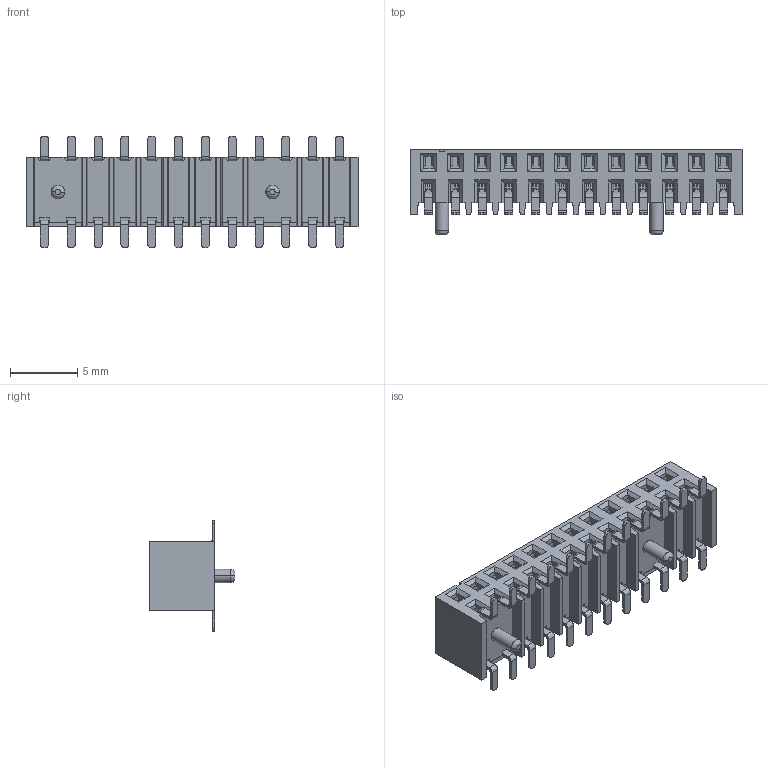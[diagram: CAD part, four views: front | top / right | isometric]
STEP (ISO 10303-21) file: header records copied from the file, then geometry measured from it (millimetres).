
FILE_DESCRIPTION( ('This file contains a STEP AP42 implementation' ,'as created by ZW3D STEP Interface translator.') ,'2;1' );
FILE_NAME( '2249-2XXMXXCUNX2.stp' ,'23 418. 91310', (''), ('ZWCAD Software Co.'), 'Version 1.0', 'ZW3D to STEP translator', '' );
FILE_SCHEMA(('AUTOMOTIVE_DESIGN { 1 0 10303 214 1 1 1 1 }'));
Length unit declared in the file: millimetre
Products named in the file (2): 0; 2249-220MXXCUNX2001
Bounding box: 24.75 x 6.4 x 8.3 mm (x, y, z)
Surface area: 1775.3 mm2 (no closed solid volume)
Topology: 0 solids, 1 shells, 2424 faces, 7486 edges, 4958 vertices
Faces by surface type: plane 1476, cylinder 660, bspline 288
Entity records: 113473 total; most frequent: CARTESIAN_POINT 58714, ORIENTED_EDGE 15256, EDGE_CURVE 7480, B_SPLINE_CURVE_WITH_KNOTS 6883, VERTEX_POINT 4958, DIRECTION 4871, EDGE_LOOP 2474, FACE_OUTER_BOUND 2424
